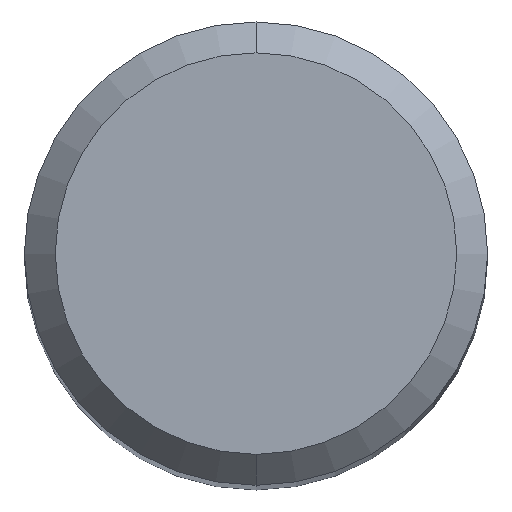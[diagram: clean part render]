
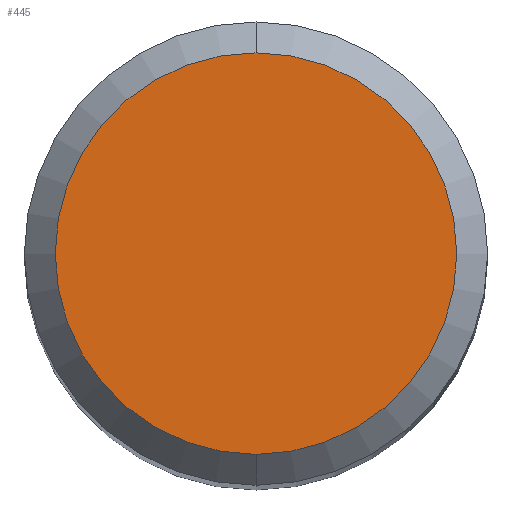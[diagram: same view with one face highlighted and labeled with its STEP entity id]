
A CAD part, top view. The second image highlights one B-rep face of the part: STEP entity #445.
In plain terms, the highlighted planar face has unit normal (0, 0, 1).
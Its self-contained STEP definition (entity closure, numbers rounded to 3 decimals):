
#269=EDGE_CURVE('',#303,#293,#592,.T.);
#293=VERTEX_POINT('',#619);
#301=EDGE_CURVE('',#293,#303,#629,.T.);
#303=VERTEX_POINT('',#631);
#445=ADVANCED_FACE('',(#790),#791,.T.);
#592=CIRCLE('',#973,2.6);
#619=CARTESIAN_POINT('',(0.,-2.6,0.0));
#629=CIRCLE('',#1029,2.6);
#631=CARTESIAN_POINT('',(0.0,2.6,0.0));
#790=FACE_OUTER_BOUND('',#1416,.T.);
#791=PLANE('',#1417);
#973=AXIS2_PLACEMENT_3D('',#1586,#1587,#1588);
#1029=AXIS2_PLACEMENT_3D('',#1630,#1631,#1632);
#1416=EDGE_LOOP('',(#1813,#1814));
#1417=AXIS2_PLACEMENT_3D('',#1815,#1816,#1817);
#1586=CARTESIAN_POINT('',(0.0,0.0,0.0));
#1587=DIRECTION('',(0.0,0.0,-1.0));
#1588=DIRECTION('',(0.0,1.0,0.0));
#1630=CARTESIAN_POINT('',(0.0,0.0,0.0));
#1631=DIRECTION('',(0.0,0.0,-1.0));
#1632=DIRECTION('',(0.0,1.0,0.0));
#1813=ORIENTED_EDGE('',*,*,#269,.F.);
#1814=ORIENTED_EDGE('',*,*,#301,.F.);
#1815=CARTESIAN_POINT('',(0.0,1.3,0.0));
#1816=DIRECTION('',(-0.0,0.0,1.0));
#1817=DIRECTION('',(0.0,-1.0,0.0));
